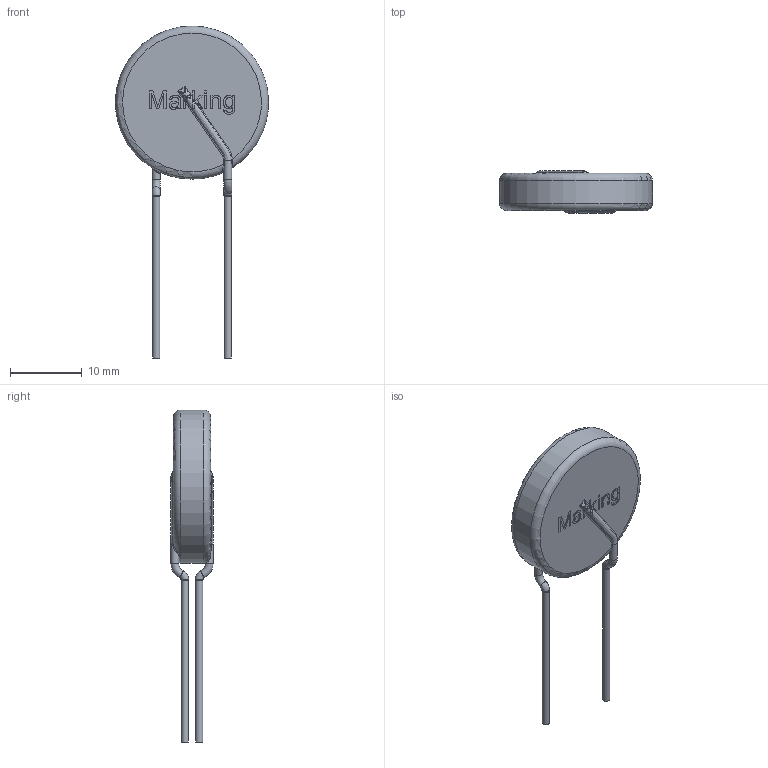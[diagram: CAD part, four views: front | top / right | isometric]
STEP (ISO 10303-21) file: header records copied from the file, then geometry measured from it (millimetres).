
FILE_DESCRIPTION(/* description */ ('Unknown','CAx-IF Rec.Pracs.---Representation and Presentation of Product Manufacturing Information (PMI)---4.0---2014-10-13','CAx-IF Rec.Pracs.---3D Tessellated Geometry---0.4---2014-09-14','2;1'),/* implementation_level */ '2;1');
FILE_NAME(/* name */ 'RV_Wurth_WE-VD-20mm_820523811B',/* time_stamp */ '2025-03-06T13:50:59+08:00',/* author */ ('Unknown'),/* organization */ ('Unknown'),/* preprocessor_version */ 'ST-DEVELOPER v16.7',/* originating_system */ 'Solid Edge',/* authorisation */ 'Unknown');
FILE_SCHEMA (('AP242_MANAGED_MODEL_BASED_3D_ENGINEERING_MIM_LF { 1 0 10303 442 1 1 4 }'));
Length unit declared in the file: metre
Products named in the file (2): RV_Wurth_WE-VD-20mm_820523811B
Assembly tree (1 placements, depth 2):
  RV_Wurth_WE-VD-20mm_820523811B
    RV_Wurth_WE-VD-20mm_820523811B
Bounding box: 21.4 x 5.9 x 46.4 mm (x, y, z)
Volume: 1892.8 mm3; surface area: 1191.2 mm2
Topology: 4 solids, 4 shells, 173 faces, 458 edges, 298 vertices
Faces by surface type: plane 81, bspline 63, cylinder 20, torus 8, sphere 1
Full cylindrical faces by diameter (mm): 1 x2, 1.1 x2, 21.4 x1
Entity records: 9062 total; most frequent: CARTESIAN_POINT 4209, ORIENTED_EDGE 852, DIRECTION 514, EDGE_CURVE 426, VERTEX_POINT 286, LINE 222, VECTOR 222, EDGE_LOOP 198
